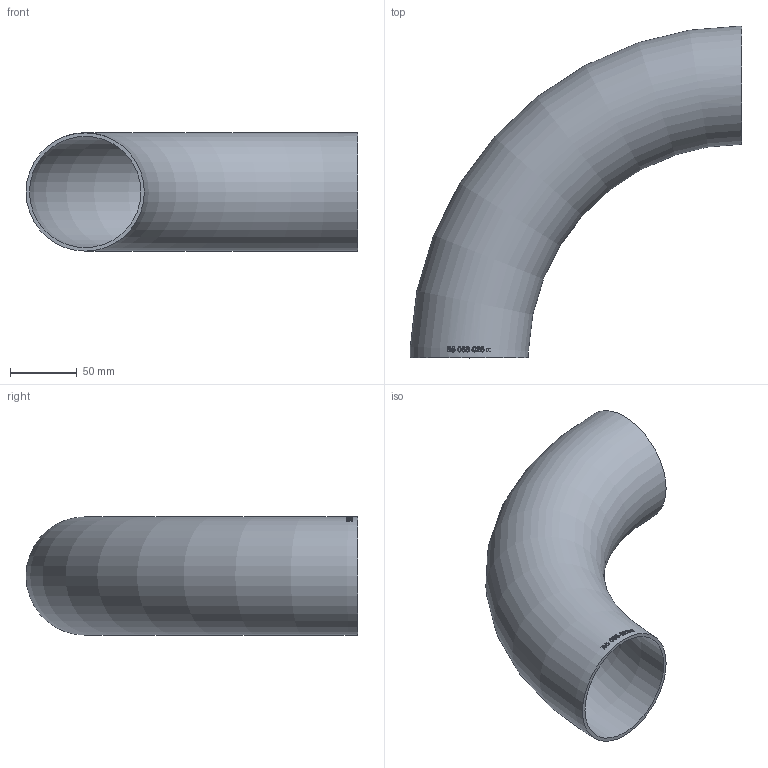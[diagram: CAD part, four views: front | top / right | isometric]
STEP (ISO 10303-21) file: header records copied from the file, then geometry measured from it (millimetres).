
FILE_DESCRIPTION (( 'STEP AP214' ), '1' );
FILE_NAME ('B5-088-026-x Bogen 2004.STEP', '2020-04-04T11:26:40', ( '' ), ( '' ), 'SwSTEP 2.0', 'SolidWorks 2019', '' );
FILE_SCHEMA (( 'AUTOMOTIVE_DESIGN' ));
Length unit declared in the file: millimetre
Products named in the file (1): B5-088-026-x Bogen 2004
Bounding box: 249.45 x 249.45 x 88.9 mm (x, y, z)
Volume: 226988.8 mm3; surface area: 176024.6 mm2
Topology: 1 solids, 1 shells, 168 faces, 439 edges, 293 vertices
Faces by surface type: bspline 143, torus 23, plane 2
Entity records: 26525 total; most frequent: CARTESIAN_POINT 21948, ORIENTED_EDGE 866, EDGE_CURVE 433, B_SPLINE_CURVE_WITH_KNOTS 429, VERTEX_POINT 290, EDGE_LOOP 193, FACE_OUTER_BOUND 170, ADVANCED_FACE 168
